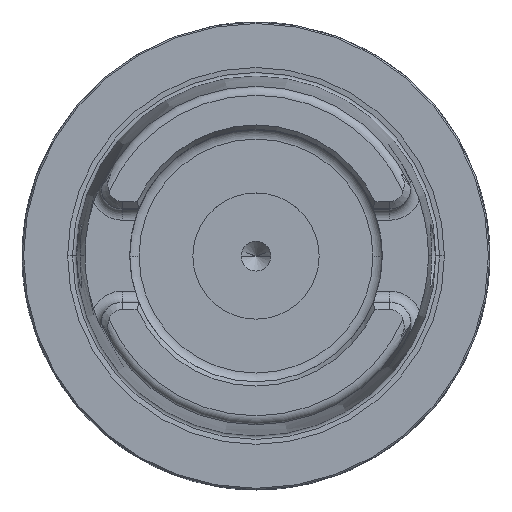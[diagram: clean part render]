
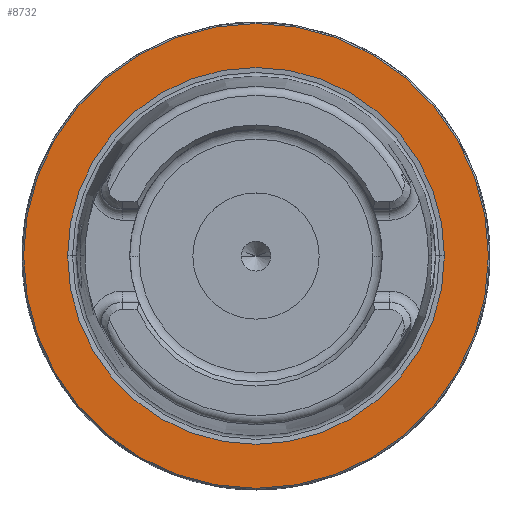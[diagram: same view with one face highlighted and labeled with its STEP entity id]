
A CAD part, top view. The second image highlights one B-rep face of the part: STEP entity #8732.
In plain terms, the highlighted planar face has unit normal (0, 0, 1).
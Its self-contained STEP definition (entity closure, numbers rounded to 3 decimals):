
#3461=CARTESIAN_POINT('',(0.,0.,0.));
#3462=DIRECTION('',(0.,0.,1.));
#3463=DIRECTION('',(1.,0.,0.));
#3464=AXIS2_PLACEMENT_3D('',#3461,#3462,#3463);
#3477=CARTESIAN_POINT('',(0.,0.,0.));
#3478=DIRECTION('',(0.,0.,-1.));
#3479=DIRECTION('',(1.,0.,0.));
#3480=AXIS2_PLACEMENT_3D('',#3477,#3478,#3479);
#3499=CARTESIAN_POINT('',(0.,0.,0.));
#3500=DIRECTION('',(0.,0.,1.));
#3501=DIRECTION('',(1.,0.,0.));
#3502=AXIS2_PLACEMENT_3D('',#3499,#3500,#3501);
#6093=CARTESIAN_POINT('',(0.,0.,0.));
#6094=DIRECTION('',(0.,0.,-1.));
#6095=DIRECTION('',(1.,0.,0.));
#6096=AXIS2_PLACEMENT_3D('',#6093,#6094,#6095);
#6151=CARTESIAN_POINT('',(25.374,0.,0.));
#6153=VERTEX_POINT('',#6151);
#6163=CARTESIAN_POINT('',(-25.374,0.,0.));
#6165=VERTEX_POINT('',#6163);
#6431=CARTESIAN_POINT('',(31.3,0.,0.));
#6432=CARTESIAN_POINT('',(-31.3,0.,0.));
#6433=VERTEX_POINT('',#6431);
#6434=VERTEX_POINT('',#6432);
#8716=CARTESIAN_POINT('',(0.,0.,0.));
#8717=DIRECTION('',(0.,0.,-1.));
#8718=DIRECTION('',(-1.,0.,0.));
#8719=AXIS2_PLACEMENT_3D('',#8716,#8717,#8718);
#8720=PLANE('',#8719);
#8721=ORIENTED_EDGE('',*,*,#8706,.F.);
#8723=ORIENTED_EDGE('',*,*,#8722,.T.);
#8724=EDGE_LOOP('',(#8721,#8723));
#8725=FACE_OUTER_BOUND('',#8724,.F.);
#8727=ORIENTED_EDGE('',*,*,#8726,.F.);
#8729=ORIENTED_EDGE('',*,*,#8728,.T.);
#8730=EDGE_LOOP('',(#8727,#8729));
#8731=FACE_BOUND('',#8730,.F.);
#3465=CIRCLE('',#3464,31.3);
#3481=CIRCLE('',#3480,25.374);
#3503=CIRCLE('',#3502,25.374);
#6097=CIRCLE('',#6096,31.3);
#8706=EDGE_CURVE('',#6433,#6434,#3465,.T.);
#8722=EDGE_CURVE('',#6433,#6434,#6097,.T.);
#8726=EDGE_CURVE('',#6153,#6165,#3481,.T.);
#8728=EDGE_CURVE('',#6153,#6165,#3503,.T.);
#8732=ADVANCED_FACE('',(#8725,#8731),#8720,.F.);
